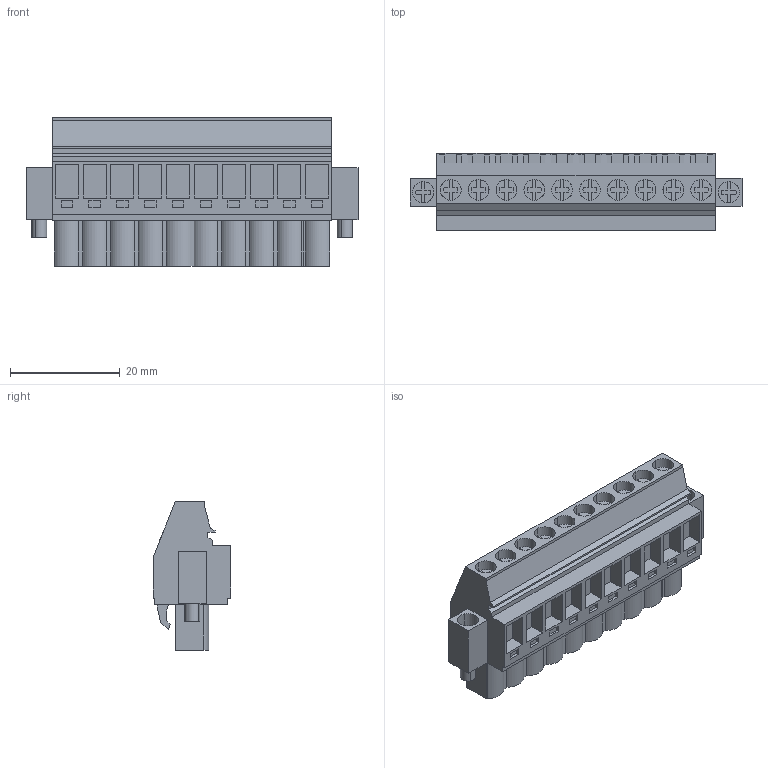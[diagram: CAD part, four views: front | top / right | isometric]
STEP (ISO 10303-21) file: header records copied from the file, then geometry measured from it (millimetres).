
FILE_DESCRIPTION(('CATIA V5 STEP','CAx-IF Rec.Pracs.--- Model Styling and Organization---1.2---2011-12-15'),'2;1');
FILE_NAME ('D1460190_0_1950660000_1950660000.stp','2017-09-09T08:13:03+00:00',('none'),('Weidmueller'),'CATIA Version 5-6 Release 2014','CATIA V5 STEP AP214','none');
FILE_SCHEMA(('AUTOMOTIVE_DESIGN { 1 0 10303 214 1 1 1 1 }'));
Length unit declared in the file: millimetre
Products named in the file (1): 1950660000
Bounding box: 60.6 x 14.1 x 27.1 mm (x, y, z)
Volume: 11951.7 mm3; surface area: 7632.9 mm2
Topology: 13 solids, 13 shells, 718 faces, 1990 edges, 1345 vertices
Faces by surface type: plane 608, cylinder 108, extrusion 2
Entity records: 21091 total; most frequent: ORIENTED_EDGE 3980, CARTESIAN_POINT 3785, DIRECTION 2834, EDGE_CURVE 1990, VECTOR 1724, LINE 1722, VERTEX_POINT 1345, EDGE_LOOP 771
